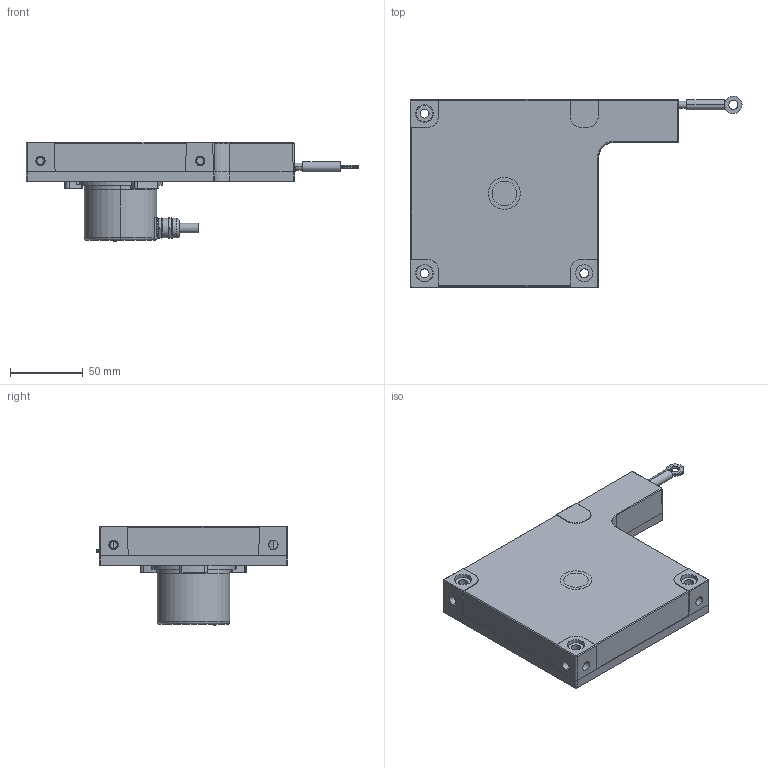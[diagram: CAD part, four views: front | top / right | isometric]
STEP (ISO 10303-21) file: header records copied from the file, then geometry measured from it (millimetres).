
FILE_DESCRIPTION (( 'STEP AP214' ), '1' );
FILE_NAME ('LCF130-AP-01外形图(配JSCM50S编码器)(带指示灯).STEP', '2024-06-13T02:18:47', ( 'NING MEI' ), ( '' ), 'SwSTEP 2.0', 'SolidWorks 2014', '' );
FILE_SCHEMA (( 'AUTOMOTIVE_DESIGN' ));
Length unit declared in the file: millimetre
Products named in the file (1): LCF130-AP-01外形图(配JSCM50S编码器)(带指示灯)
Bounding box: 228.65 x 132 x 68.8 mm (x, y, z)
Surface area: 76454.7 mm2 (no closed solid volume)
Topology: 0 solids, 38 shells, 383 faces, 1346 edges, 978 vertices
Faces by surface type: plane 177, cylinder 143, cone 26, bspline 15, torus 12, sphere 10
Entity records: 19947 total; most frequent: CARTESIAN_POINT 4249, DIRECTION 2523, ORIENTED_EDGE 2050, EDGE_CURVE 1336, VERTEX_POINT 978, AXIS2_PLACEMENT_3D 926, LINE 671, VECTOR 671
